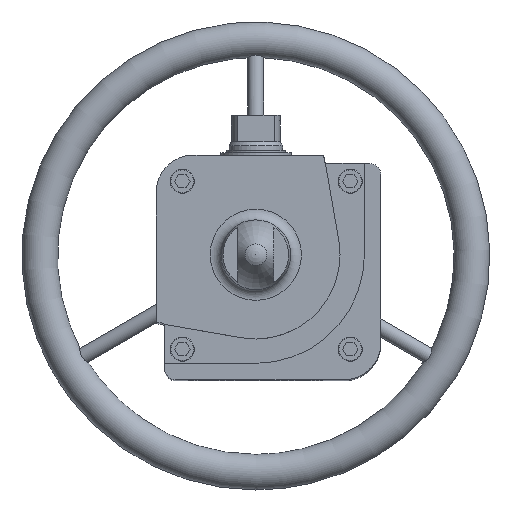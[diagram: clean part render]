
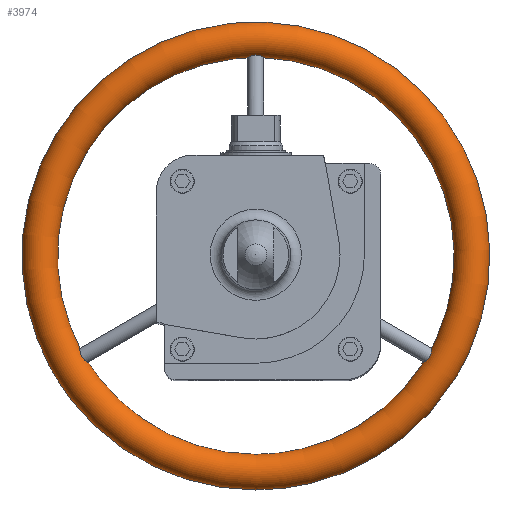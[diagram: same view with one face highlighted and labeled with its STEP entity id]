
A CAD part, top view. The second image highlights one B-rep face of the part: STEP entity #3974.
In plain terms, the highlighted toroidal (fillet/blend) face has major radius 161.65 mm and minor radius 13.35 mm.
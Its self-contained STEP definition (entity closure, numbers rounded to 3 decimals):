
#93=TOROIDAL_SURFACE('',#4301,161.65,13.35);
#107=B_SPLINE_CURVE_WITH_KNOTS('',3,(#6152,#6153,#6154,#6155,#6156,#6157,
#6158,#6159,#6160,#6161,#6162,#6163,#6164,#6165,#6166,#6167,#6168,#6169,
#6170),.UNSPECIFIED.,.T.,.F.,(1,1,1,1,1,1,1,1,1,1,1,1,1,1,1,1,1,1,1,1,1,
1,1),(-0.007,-0.005,-0.002,0.,
0.002,0.005,0.007,0.01,
0.012,0.014,0.017,0.019,
0.022,0.024,0.026,0.029,
0.031,0.033,0.036,0.038,
0.041,0.043,0.045),.UNSPECIFIED.);
#108=B_SPLINE_CURVE_WITH_KNOTS('',3,(#6172,#6173,#6174,#6175,#6176,#6177,
#6178,#6179,#6180,#6181,#6182,#6183,#6184,#6185,#6186,#6187,#6188,#6189),
 .UNSPECIFIED.,.T.,.F.,(1,1,1,1,1,1,1,1,1,1,1,1,1,1,1,1,1,1,1,1,1,1),(-0.007,
-0.005,-0.002,0.,0.002,0.005,
0.007,0.01,0.012,0.014,
0.017,0.019,0.024,0.026,
0.029,0.031,0.033,0.036,
0.038,0.041,0.043,0.045),
 .UNSPECIFIED.);
#109=B_SPLINE_CURVE_WITH_KNOTS('',3,(#6191,#6192,#6193,#6194,#6195,#6196,
#6197,#6198,#6199,#6200,#6201,#6202,#6203,#6204,#6205,#6206,#6207,#6208),
 .UNSPECIFIED.,.T.,.F.,(1,1,1,1,1,1,1,1,1,1,1,1,1,1,1,1,1,1,1,1,1,1),(-0.007,
-0.005,-0.002,0.,0.002,0.005,
0.007,0.01,0.014,0.017,
0.019,0.021,0.024,0.026,
0.029,0.031,0.033,0.036,
0.038,0.041,0.043,0.045),
 .UNSPECIFIED.);
#1015=ORIENTED_EDGE('',*,*,#2061,.F.);
#1016=ORIENTED_EDGE('',*,*,#2062,.T.);
#1017=ORIENTED_EDGE('',*,*,#2063,.T.);
#2061=EDGE_CURVE('',#2579,#2579,#107,.T.);
#2062=EDGE_CURVE('',#2580,#2580,#108,.T.);
#2063=EDGE_CURVE('',#2581,#2581,#109,.T.);
#2579=VERTEX_POINT('',#6171);
#2580=VERTEX_POINT('',#6190);
#2581=VERTEX_POINT('',#6209);
#3115=EDGE_LOOP('',(#1015));
#3116=EDGE_LOOP('',(#1016));
#3117=EDGE_LOOP('',(#1017));
#3507=FACE_BOUND('',#3115,.T.);
#3508=FACE_BOUND('',#3116,.T.);
#3509=FACE_BOUND('',#3117,.T.);
#3974=ADVANCED_FACE('',(#3507,#3508,#3509),#93,.T.);
#4301=AXIS2_PLACEMENT_3D('',#6151,#4842,#4843);
#4842=DIRECTION('',(0.,0.,-1.));
#4843=DIRECTION('',(-1.,0.,0.));
#6151=CARTESIAN_POINT('',(0.,0.,-331.75));
#6152=CARTESIAN_POINT('',(-5.351,148.257,-333.463));
#6153=CARTESIAN_POINT('',(-3.858,148.714,-335.355));
#6154=CARTESIAN_POINT('',(-1.798,149.196,-336.59));
#6155=CARTESIAN_POINT('',(0.65,149.325,-336.864));
#6156=CARTESIAN_POINT('',(2.949,148.96,-336.037));
#6157=CARTESIAN_POINT('',(4.721,148.451,-334.428));
#6158=CARTESIAN_POINT('',(5.85,148.128,-332.288));
#6159=CARTESIAN_POINT('',(6.143,148.232,-329.854));
#6160=CARTESIAN_POINT('',(5.456,148.813,-327.562));
#6161=CARTESIAN_POINT('',(3.931,149.611,-325.813));
#6162=CARTESIAN_POINT('',(1.805,150.257,-324.773));
#6163=CARTESIAN_POINT('',(-0.641,150.408,-324.561));
#6164=CARTESIAN_POINT('',(-2.967,149.964,-325.216));
#6165=CARTESIAN_POINT('',(-4.807,149.195,-326.636));
#6166=CARTESIAN_POINT('',(-5.93,148.465,-328.692));
#6167=CARTESIAN_POINT('',(-6.111,148.113,-331.133));
#6168=CARTESIAN_POINT('',(-5.351,148.257,-333.463));
#6169=CARTESIAN_POINT('',(-3.858,148.714,-335.355));
#6170=CARTESIAN_POINT('',(-1.798,149.196,-336.59));
#6171=CARTESIAN_POINT('',(-3.764,148.718,-335.246));
#6172=CARTESIAN_POINT('',(125.259,-79.257,-331.715));
#6173=CARTESIAN_POINT('',(125.95,-78.546,-333.972));
#6174=CARTESIAN_POINT('',(127.187,-77.381,-335.711));
#6175=CARTESIAN_POINT('',(128.65,-75.716,-336.755));
#6176=CARTESIAN_POINT('',(129.892,-73.571,-336.76));
#6177=CARTESIAN_POINT('',(130.608,-71.455,-335.712));
#6178=CARTESIAN_POINT('',(130.999,-69.798,-333.962));
#6179=CARTESIAN_POINT('',(131.267,-68.853,-331.724));
#6180=CARTESIAN_POINT('',(131.493,-68.911,-329.278));
#6181=CARTESIAN_POINT('',(131.66,-70.401,-326.357));
#6182=CARTESIAN_POINT('',(131.237,-73.392,-324.643));
#6183=CARTESIAN_POINT('',(129.595,-76.234,-324.641));
#6184=CARTESIAN_POINT('',(127.998,-77.894,-325.49));
#6185=CARTESIAN_POINT('',(126.466,-78.961,-327.074));
#6186=CARTESIAN_POINT('',(125.43,-79.42,-329.259));
#6187=CARTESIAN_POINT('',(125.259,-79.257,-331.715));
#6188=CARTESIAN_POINT('',(125.95,-78.546,-333.972));
#6189=CARTESIAN_POINT('',(127.187,-77.381,-335.711));
#6190=CARTESIAN_POINT('',(126.041,-78.47,-333.885));
#6191=CARTESIAN_POINT('',(-128.805,-75.503,-336.814));
#6192=CARTESIAN_POINT('',(-127.323,-77.245,-335.849));
#6193=CARTESIAN_POINT('',(-126.052,-78.451,-334.164));
#6194=CARTESIAN_POINT('',(-125.296,-79.205,-331.964));
#6195=CARTESIAN_POINT('',(-125.366,-79.431,-329.521));
#6196=CARTESIAN_POINT('',(-126.64,-78.914,-326.539));
#6197=CARTESIAN_POINT('',(-129.004,-77.144,-324.723));
#6198=CARTESIAN_POINT('',(-130.72,-74.345,-324.6));
#6199=CARTESIAN_POINT('',(-131.417,-72.12,-325.367));
#6200=CARTESIAN_POINT('',(-131.615,-70.207,-326.881));
#6201=CARTESIAN_POINT('',(-131.515,-68.988,-329.008));
#6202=CARTESIAN_POINT('',(-131.293,-68.805,-331.463));
#6203=CARTESIAN_POINT('',(-131.03,-69.662,-333.75));
#6204=CARTESIAN_POINT('',(-130.659,-71.256,-335.556));
#6205=CARTESIAN_POINT('',(-129.993,-73.33,-336.69));
#6206=CARTESIAN_POINT('',(-128.805,-75.503,-336.814));
#6207=CARTESIAN_POINT('',(-127.323,-77.245,-335.849));
#6208=CARTESIAN_POINT('',(-126.052,-78.451,-334.164));
#6209=CARTESIAN_POINT('',(-127.359,-77.156,-335.729));
